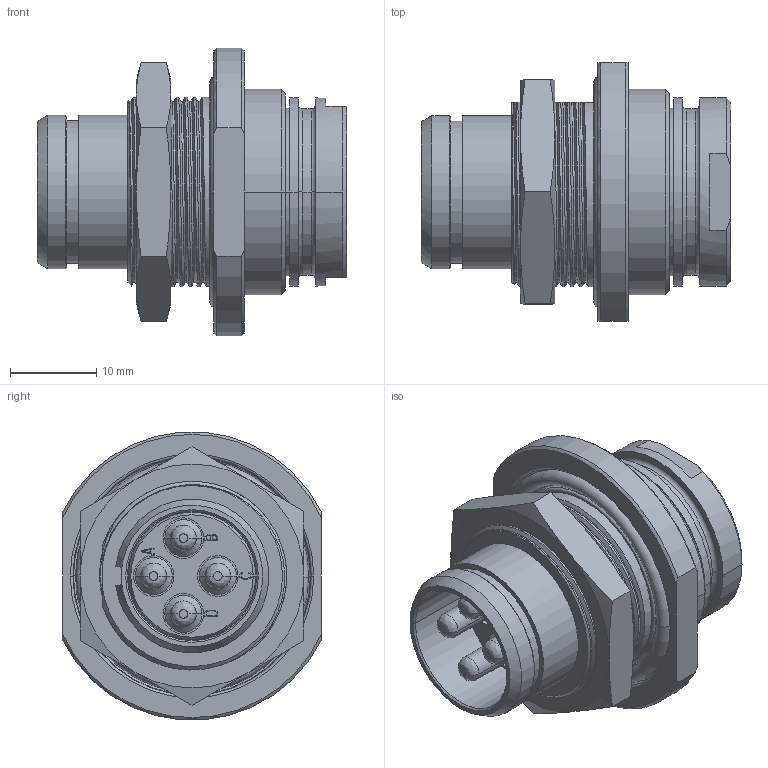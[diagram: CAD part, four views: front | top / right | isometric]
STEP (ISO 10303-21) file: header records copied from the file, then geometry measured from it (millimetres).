
FILE_DESCRIPTION((''),'2;1');
FILE_NAME('1332EVR204MS','2024-07-26T08:19:45',('paultorloting'),('NET AG system integration'),'CREO PARAMETRIC BY PTC INC, 2021404','CREO PARAMETRIC BY PTC INC, 2021404','');
FILE_SCHEMA(('AUTOMOTIVE_DESIGN { 1 0 10303 214 1 1 1 1 }'));
Length unit declared in the file: millimetre
Products named in the file (1): 1332EVR204MS
Bounding box: 35.9 x 30 x 33.38 mm (x, y, z)
Volume: 10357.3 mm3; surface area: 11400.7 mm2
Topology: 1 solids, 1 shells, 580 faces, 1496 edges, 963 vertices
Faces by surface type: plane 334, cylinder 122, cone 65, bspline 35, torus 24
Entity records: 27103 total; most frequent: CARTESIAN_POINT 9918, ORIENTED_EDGE 2976, DIRECTION 2758, EDGE_CURVE 1488, VECTOR 963, LINE 963, VERTEX_POINT 963, AXIS2_PLACEMENT_3D 896
